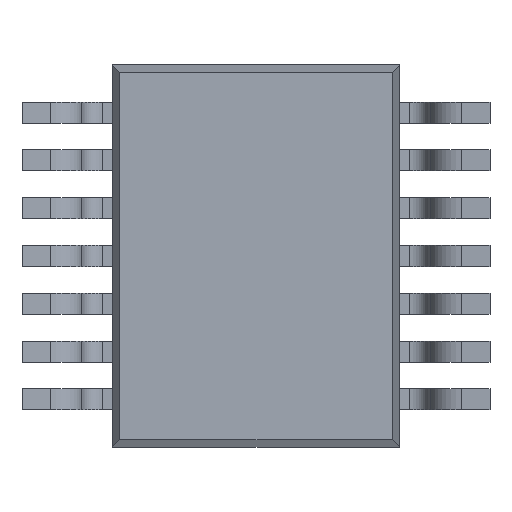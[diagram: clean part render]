
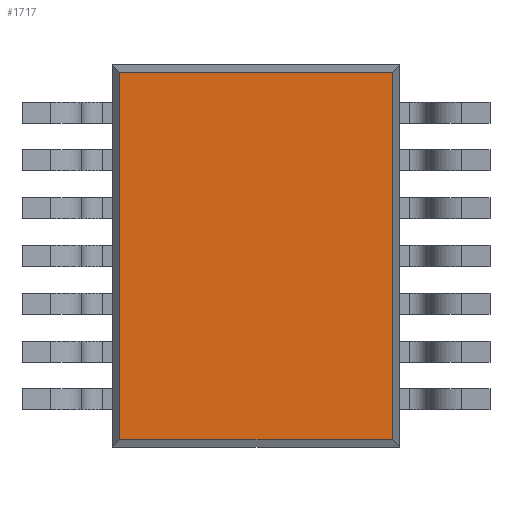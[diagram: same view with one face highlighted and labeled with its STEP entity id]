
A CAD part, front view. The second image highlights one B-rep face of the part: STEP entity #1717.
In plain terms, the highlighted planar face has unit normal (0, -1, 0).
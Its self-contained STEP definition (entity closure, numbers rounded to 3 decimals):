
#464 = VECTOR ( 'NONE', #9251, 1000. ) ;
#990 = LINE ( 'NONE', #5307, #8161 ) ;
#1531 = CARTESIAN_POINT ( 'NONE',  ( -1.425, 0.1, -1.925 ) ) ;
#1717 = ADVANCED_FACE ( 'NONE', ( #2588 ), #2843, .F. ) ;
#1816 = VERTEX_POINT ( 'NONE', #1531 ) ;
#1917 = CARTESIAN_POINT ( 'NONE',  ( 0., 0.1, 1.925 ) ) ;
#1922 = LINE ( 'NONE', #2484, #8554 ) ;
#2094 = EDGE_CURVE ( 'NONE', #6249, #1816, #990, .T. ) ;
#2118 = CARTESIAN_POINT ( 'NONE',  ( 1.425, 0.1, -1.925 ) ) ;
#2128 = CARTESIAN_POINT ( 'NONE',  ( 0., 0.1, 0. ) ) ;
#2148 = AXIS2_PLACEMENT_3D ( 'NONE', #2128, #4220, #5072 ) ;
#2484 = CARTESIAN_POINT ( 'NONE',  ( 0., 0.1, -1.925 ) ) ;
#2588 = FACE_OUTER_BOUND ( 'NONE', #8219, .T. ) ;
#2607 = ORIENTED_EDGE ( 'NONE', *, *, #3649, .T. ) ;
#2843 = PLANE ( 'NONE',  #2148 ) ;
#3015 = CARTESIAN_POINT ( 'NONE',  ( -1.425, 0.1, 1.925 ) ) ;
#3301 = ORIENTED_EDGE ( 'NONE', *, *, #2094, .T. ) ;
#3649 = EDGE_CURVE ( 'NONE', #1816, #8375, #1922, .T. ) ;
#3652 = LINE ( 'NONE', #7957, #464 ) ;
#3774 = EDGE_CURVE ( 'NONE', #6806, #6249, #8439, .T. ) ;
#4220 = DIRECTION ( 'NONE',  ( 0., 1., 0. ) ) ;
#4424 = VECTOR ( 'NONE', #9249, 1000. ) ;
#4896 = ORIENTED_EDGE ( 'NONE', *, *, #7221, .T. ) ;
#5072 = DIRECTION ( 'NONE',  ( 0., 0., 1. ) ) ;
#5307 = CARTESIAN_POINT ( 'NONE',  ( -1.425, 0.1, 0. ) ) ;
#6011 = DIRECTION ( 'NONE',  ( 0., 0., -1. ) ) ;
#6249 = VERTEX_POINT ( 'NONE', #3015 ) ;
#6723 = CARTESIAN_POINT ( 'NONE',  ( 1.425, 0.1, 1.925 ) ) ;
#6806 = VERTEX_POINT ( 'NONE', #6723 ) ;
#7221 = EDGE_CURVE ( 'NONE', #8375, #6806, #3652, .T. ) ;
#7683 = ORIENTED_EDGE ( 'NONE', *, *, #3774, .T. ) ;
#7957 = CARTESIAN_POINT ( 'NONE',  ( 1.425, 0.1, 0. ) ) ;
#8161 = VECTOR ( 'NONE', #6011, 1000. ) ;
#8185 = DIRECTION ( 'NONE',  ( 1., 0., 0. ) ) ;
#8219 = EDGE_LOOP ( 'NONE', ( #3301, #2607, #4896, #7683 ) ) ;
#8375 = VERTEX_POINT ( 'NONE', #2118 ) ;
#8439 = LINE ( 'NONE', #1917, #4424 ) ;
#8554 = VECTOR ( 'NONE', #8185, 1000. ) ;
#9249 = DIRECTION ( 'NONE',  ( -1., 0., 0. ) ) ;
#9251 = DIRECTION ( 'NONE',  ( 0., 0., 1. ) ) ;
